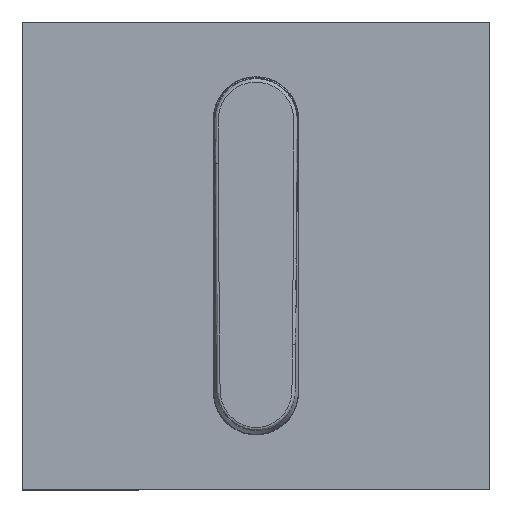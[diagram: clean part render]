
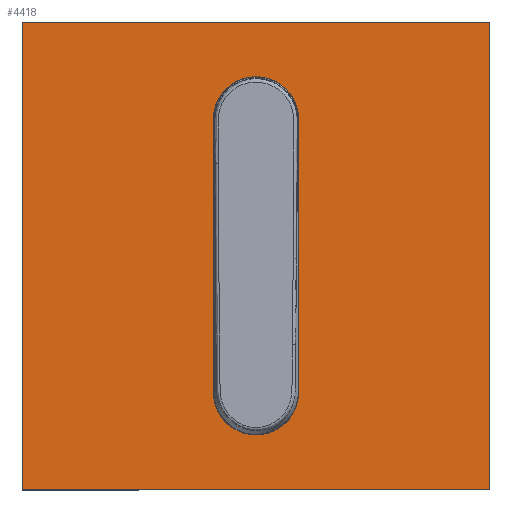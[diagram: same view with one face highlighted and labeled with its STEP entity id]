
A CAD part, top view. The second image highlights one B-rep face of the part: STEP entity #4418.
In plain terms, the highlighted face is planar.
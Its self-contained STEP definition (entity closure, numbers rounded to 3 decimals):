
#238 = VERTEX_POINT ( 'NONE', #8773 ) ;
#265 = CARTESIAN_POINT ( 'NONE',  ( 30., 9.1, -30. ) ) ;
#375 = EDGE_LOOP ( 'NONE', ( #11343, #1021, #4700, #1726 ) ) ;
#955 = EDGE_CURVE ( 'NONE', #238, #10420, #11186, .T. ) ;
#1021 = ORIENTED_EDGE ( 'NONE', *, *, #9784, .T. ) ;
#1080 = DIRECTION ( 'NONE',  ( 0., 0., -1. ) ) ;
#1726 = ORIENTED_EDGE ( 'NONE', *, *, #4756, .T. ) ;
#1860 = VECTOR ( 'NONE', #7692, 1000. ) ;
#2417 = LINE ( 'NONE', #7754, #1860 ) ;
#2433 = FACE_OUTER_BOUND ( 'NONE', #375, .T. ) ;
#2538 = CARTESIAN_POINT ( 'NONE',  ( -30., 9.1, 144.188 ) ) ;
#3549 = VECTOR ( 'NONE', #1080, 1000. ) ;
#3953 = VECTOR ( 'NONE', #9595, 1000. ) ;
#4418 = ADVANCED_FACE ( 'NONE', ( #2433 ), #7649, .T. ) ;
#4700 = ORIENTED_EDGE ( 'NONE', *, *, #8595, .T. ) ;
#4756 = EDGE_CURVE ( 'NONE', #10021, #10420, #2417, .T. ) ;
#5159 = DIRECTION ( 'NONE',  ( 1., 0., 0. ) ) ;
#5600 = LINE ( 'NONE', #10701, #3549 ) ;
#6621 = AXIS2_PLACEMENT_3D ( 'NONE', #7766, #11261, #8692 ) ;
#7298 = VECTOR ( 'NONE', #5159, 1000. ) ;
#7589 = CARTESIAN_POINT ( 'NONE',  ( 30., 9.1, 30. ) ) ;
#7649 = PLANE ( 'NONE',  #6621 ) ;
#7692 = DIRECTION ( 'NONE',  ( -1., 0., 0. ) ) ;
#7754 = CARTESIAN_POINT ( 'NONE',  ( -30., 9.1, -30. ) ) ;
#7766 = CARTESIAN_POINT ( 'NONE',  ( -30., 9.1, 144.188 ) ) ;
#7888 = CARTESIAN_POINT ( 'NONE',  ( -30., 9.1, 30. ) ) ;
#7948 = LINE ( 'NONE', #7888, #7298 ) ;
#8595 = EDGE_CURVE ( 'NONE', #8731, #10021, #5600, .T. ) ;
#8692 = DIRECTION ( 'NONE',  ( 0., 0., 1. ) ) ;
#8731 = VERTEX_POINT ( 'NONE', #7589 ) ;
#8773 = CARTESIAN_POINT ( 'NONE',  ( -30., 9.1, 30. ) ) ;
#9412 = CARTESIAN_POINT ( 'NONE',  ( -30., 9.1, -30. ) ) ;
#9595 = DIRECTION ( 'NONE',  ( 0., 0., -1. ) ) ;
#9784 = EDGE_CURVE ( 'NONE', #238, #8731, #7948, .T. ) ;
#10021 = VERTEX_POINT ( 'NONE', #265 ) ;
#10420 = VERTEX_POINT ( 'NONE', #9412 ) ;
#10701 = CARTESIAN_POINT ( 'NONE',  ( 30., 9.1, 144.188 ) ) ;
#11186 = LINE ( 'NONE', #2538, #3953 ) ;
#11261 = DIRECTION ( 'NONE',  ( 0., 1., 0. ) ) ;
#11343 = ORIENTED_EDGE ( 'NONE', *, *, #955, .F. ) ;
